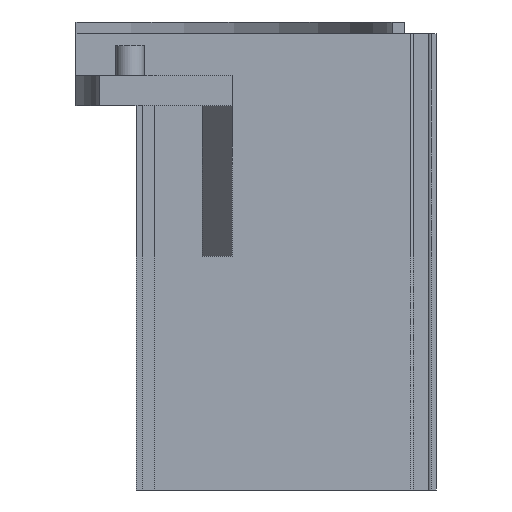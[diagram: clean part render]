
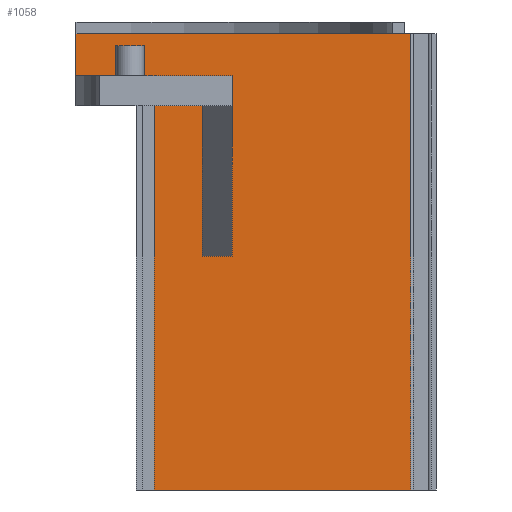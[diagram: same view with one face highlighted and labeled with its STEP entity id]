
A CAD part, front view. The second image highlights one B-rep face of the part: STEP entity #1058.
In plain terms, the highlighted planar face has unit normal (0, -1, 0).
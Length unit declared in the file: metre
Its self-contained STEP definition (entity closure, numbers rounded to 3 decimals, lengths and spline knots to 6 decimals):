
#77=LINE('',#1902,#167);
#81=LINE('',#1910,#171);
#82=LINE('',#1912,#172);
#85=LINE('',#1918,#175);
#88=LINE('',#1925,#178);
#96=LINE('',#1947,#186);
#105=LINE('',#1984,#195);
#120=LINE('',#2035,#210);
#129=LINE('',#2055,#219);
#130=LINE('',#2057,#220);
#167=VECTOR('',#1612,1.);
#171=VECTOR('',#1618,1.);
#172=VECTOR('',#1621,1.);
#175=VECTOR('',#1626,1.);
#178=VECTOR('',#1633,1.);
#186=VECTOR('',#1647,1.);
#195=VECTOR('',#1672,1.);
#210=VECTOR('',#1707,1.);
#219=VECTOR('',#1730,1.);
#220=VECTOR('',#1731,1.);
#498=ORIENTED_EDGE('',*,*,#674,.T.);
#499=ORIENTED_EDGE('',*,*,#675,.T.);
#500=ORIENTED_EDGE('',*,*,#664,.T.);
#501=ORIENTED_EDGE('',*,*,#643,.F.);
#502=ORIENTED_EDGE('',*,*,#619,.T.);
#503=ORIENTED_EDGE('',*,*,#615,.T.);
#504=ORIENTED_EDGE('',*,*,#612,.T.);
#505=ORIENTED_EDGE('',*,*,#611,.F.);
#506=ORIENTED_EDGE('',*,*,#607,.F.);
#507=ORIENTED_EDGE('',*,*,#629,.T.);
#607=EDGE_CURVE('',#731,#732,#77,.T.);
#611=EDGE_CURVE('',#732,#733,#81,.T.);
#612=EDGE_CURVE('',#734,#733,#82,.T.);
#615=EDGE_CURVE('',#735,#734,#85,.T.);
#619=EDGE_CURVE('',#737,#735,#88,.T.);
#629=EDGE_CURVE('',#731,#745,#96,.T.);
#643=EDGE_CURVE('',#737,#754,#105,.T.);
#664=EDGE_CURVE('',#768,#754,#120,.T.);
#674=EDGE_CURVE('',#745,#773,#129,.T.);
#675=EDGE_CURVE('',#773,#768,#130,.T.);
#731=VERTEX_POINT('',#1903);
#732=VERTEX_POINT('',#1904);
#733=VERTEX_POINT('',#1909);
#734=VERTEX_POINT('',#1913);
#735=VERTEX_POINT('',#1917);
#737=VERTEX_POINT('',#1923);
#745=VERTEX_POINT('',#1946);
#754=VERTEX_POINT('',#1985);
#768=VERTEX_POINT('',#2033);
#773=VERTEX_POINT('',#2056);
#879=EDGE_LOOP('',(#498,#499,#500,#501,#502,#503,#504,#505,#506,#507));
#955=FACE_BOUND('',#879,.T.);
#1002=PLANE('',#1455);
#1058=ADVANCED_FACE('',(#955),#1002,.F.);
#1455=AXIS2_PLACEMENT_3D('',#2054,#1728,#1729);
#1612=DIRECTION('',(0.,0.,-1.));
#1618=DIRECTION('',(1.,0.,0.));
#1621=DIRECTION('',(0.,0.,-1.));
#1626=DIRECTION('',(1.,0.,0.));
#1633=DIRECTION('',(0.,0.,-1.));
#1647=DIRECTION('',(-1.,0.,0.));
#1672=DIRECTION('',(1.,0.,0.));
#1707=DIRECTION('',(0.,0.,1.));
#1728=DIRECTION('',(0.,1.,0.));
#1729=DIRECTION('',(0.,0.,1.));
#1730=DIRECTION('',(0.,0.,-1.));
#1731=DIRECTION('',(1.,0.,0.));
#1902=CARTESIAN_POINT('',(0.021,-0.053,0.1455));
#1903=CARTESIAN_POINT('',(0.021,-0.053,0.158));
#1904=CARTESIAN_POINT('',(0.021,-0.053,0.133));
#1909=CARTESIAN_POINT('',(0.026,-0.053,0.133));
#1910=CARTESIAN_POINT('',(0.021,-0.053,0.133));
#1912=CARTESIAN_POINT('',(0.026,-0.053,0.1605));
#1913=CARTESIAN_POINT('',(0.026,-0.053,0.163));
#1917=CARTESIAN_POINT('',(0.,-0.053,0.163));
#1918=CARTESIAN_POINT('',(-0.0025,-0.053,0.163));
#1923=CARTESIAN_POINT('',(0.,-0.053,0.17));
#1925=CARTESIAN_POINT('',(0.,-0.053,0.17));
#1946=CARTESIAN_POINT('',(0.013,-0.053,0.158));
#1947=CARTESIAN_POINT('',(-0.0205,-0.053,0.158));
#1984=CARTESIAN_POINT('',(0.,-0.053,0.17));
#1985=CARTESIAN_POINT('',(0.055806,-0.053,0.17));
#2033=CARTESIAN_POINT('',(0.055806,-0.053,0.094));
#2035=CARTESIAN_POINT('',(0.055806,-0.053,0.17));
#2054=CARTESIAN_POINT('',(0.,-0.053,0.17));
#2055=CARTESIAN_POINT('',(0.013,-0.053,0.126));
#2056=CARTESIAN_POINT('',(0.013,-0.053,0.094));
#2057=CARTESIAN_POINT('',(0.,-0.053,0.094));
